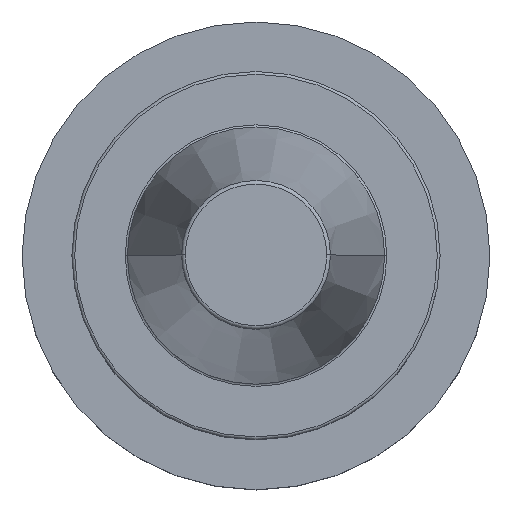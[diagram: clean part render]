
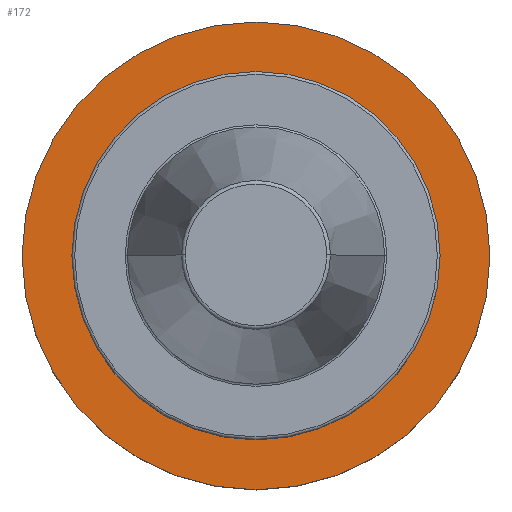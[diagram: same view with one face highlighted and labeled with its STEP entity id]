
A CAD part, top view. The second image highlights one B-rep face of the part: STEP entity #172.
In plain terms, the highlighted planar face has unit normal (0, 0, 1).
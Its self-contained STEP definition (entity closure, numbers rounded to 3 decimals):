
#172=ADVANCED_FACE('',(#204,#205),#193,.F.);
#193=PLANE('',#701);
#204=FACE_BOUND('',#237,.T.);
#205=FACE_BOUND('',#238,.T.);
#237=EDGE_LOOP('',(#351,#352));
#238=EDGE_LOOP('',(#353,#354));
#351=ORIENTED_EDGE('',*,*,#496,.F.);
#352=ORIENTED_EDGE('',*,*,#523,.F.);
#353=ORIENTED_EDGE('',*,*,#494,.T.);
#354=ORIENTED_EDGE('',*,*,#524,.T.);
#439=VERTEX_POINT('',#1029);
#440=VERTEX_POINT('',#1031);
#441=VERTEX_POINT('',#1035);
#442=VERTEX_POINT('',#1036);
#494=EDGE_CURVE('',#440,#439,#564,.T.);
#496=EDGE_CURVE('',#441,#442,#565,.T.);
#523=EDGE_CURVE('',#442,#441,#584,.T.);
#524=EDGE_CURVE('',#439,#440,#585,.T.);
#564=CIRCLE('',#663,37.5);
#565=CIRCLE('',#665,63.5);
#584=CIRCLE('',#698,63.5);
#585=CIRCLE('',#700,37.5);
#663=AXIS2_PLACEMENT_3D('',#1030,#813,#814);
#665=AXIS2_PLACEMENT_3D('',#1034,#818,#819);
#698=AXIS2_PLACEMENT_3D('',#1089,#892,#893);
#700=AXIS2_PLACEMENT_3D('',#1091,#896,#897);
#701=AXIS2_PLACEMENT_3D('',#1092,#898,#899);
#813=DIRECTION('',(0.,0.,-1.));
#814=DIRECTION('',(-1.,0.,0.));
#818=DIRECTION('',(0.,0.,-1.));
#819=DIRECTION('',(-1.,0.,0.));
#892=DIRECTION('',(0.,0.,-1.));
#893=DIRECTION('',(-1.,0.,0.));
#896=DIRECTION('',(0.,0.,-1.));
#897=DIRECTION('',(-1.,0.,0.));
#898=DIRECTION('',(0.,0.,-1.));
#899=DIRECTION('',(1.,0.,0.));
#1029=CARTESIAN_POINT('',(37.5,0.,-51.));
#1030=CARTESIAN_POINT('',(0.,0.,-51.));
#1031=CARTESIAN_POINT('',(-37.5,0.,-51.));
#1034=CARTESIAN_POINT('',(0.,0.,-51.));
#1035=CARTESIAN_POINT('',(-63.5,0.,-51.));
#1036=CARTESIAN_POINT('',(63.5,0.,-51.));
#1089=CARTESIAN_POINT('',(0.,0.,-51.));
#1091=CARTESIAN_POINT('',(0.,0.,-51.));
#1092=CARTESIAN_POINT('',(0.,37.5,-51.));
